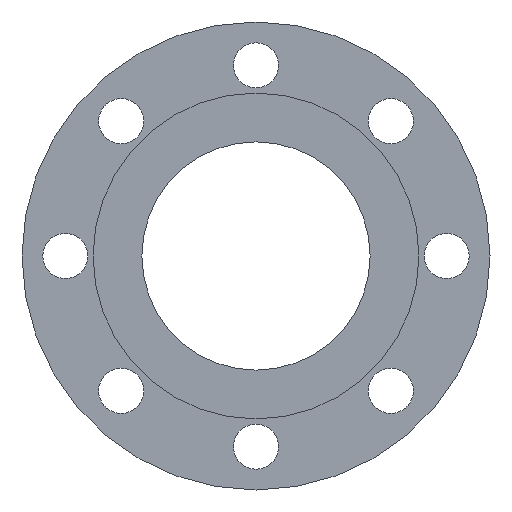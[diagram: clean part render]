
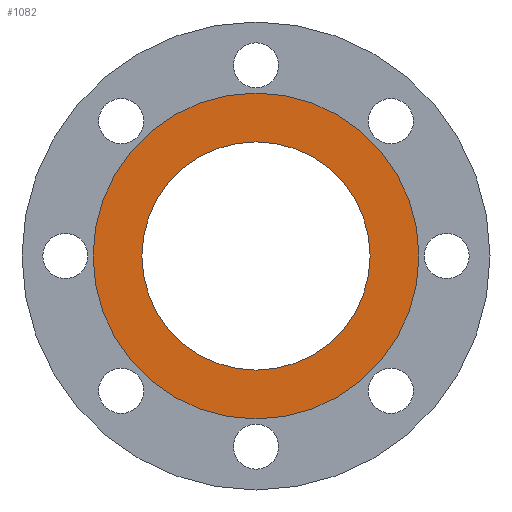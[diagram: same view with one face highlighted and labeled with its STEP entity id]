
A CAD part, front view. The second image highlights one B-rep face of the part: STEP entity #1082.
In plain terms, the highlighted planar face has unit normal (0, -1, 0).
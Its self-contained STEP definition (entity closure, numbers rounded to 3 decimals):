
#34 = DIRECTION ( 'NONE',  ( 0., 0., 1. ) ) ;
#43 = DIRECTION ( 'NONE',  ( 0., 0., -1. ) ) ;
#53 = EDGE_CURVE ( 'NONE', #926, #1086, #89, .T. ) ;
#89 = CIRCLE ( 'NONE', #683, 65.85 ) ;
#112 = DIRECTION ( 'NONE',  ( 0., 1., 0. ) ) ;
#131 = EDGE_CURVE ( 'NONE', #141, #595, #938, .T. ) ;
#141 = VERTEX_POINT ( 'NONE', #385 ) ;
#183 = EDGE_CURVE ( 'NONE', #1086, #926, #256, .T. ) ;
#256 = CIRCLE ( 'NONE', #437, 65.85 ) ;
#257 = AXIS2_PLACEMENT_3D ( 'NONE', #312, #571, #513 ) ;
#288 = DIRECTION ( 'NONE',  ( 0., 1., 0. ) ) ;
#312 = CARTESIAN_POINT ( 'NONE',  ( 0., 0., 0. ) ) ;
#378 = FACE_BOUND ( 'NONE', #605, .T. ) ;
#385 = CARTESIAN_POINT ( 'NONE',  ( 0., 0., -94. ) ) ;
#388 = FACE_OUTER_BOUND ( 'NONE', #693, .T. ) ;
#399 = DIRECTION ( 'NONE',  ( 0., 0., 1. ) ) ;
#437 = AXIS2_PLACEMENT_3D ( 'NONE', #1090, #744, #399 ) ;
#454 = CARTESIAN_POINT ( 'NONE',  ( 0., 0., 0. ) ) ;
#487 = CARTESIAN_POINT ( 'NONE',  ( 0., 0., -65.85 ) ) ;
#513 = DIRECTION ( 'NONE',  ( 0., 0., 1. ) ) ;
#548 = CARTESIAN_POINT ( 'NONE',  ( 0., 0., 0. ) ) ;
#563 = CARTESIAN_POINT ( 'NONE',  ( 0., 0., 65.85 ) ) ;
#566 = EDGE_CURVE ( 'NONE', #595, #141, #738, .T. ) ;
#569 = CARTESIAN_POINT ( 'NONE',  ( 0., 0., 65.85 ) ) ;
#571 = DIRECTION ( 'NONE',  ( 0., 1., 0. ) ) ;
#595 = VERTEX_POINT ( 'NONE', #657 ) ;
#605 = EDGE_LOOP ( 'NONE', ( #1016, #696 ) ) ;
#657 = CARTESIAN_POINT ( 'NONE',  ( 0., 0., 94. ) ) ;
#683 = AXIS2_PLACEMENT_3D ( 'NONE', #548, #112, #1038 ) ;
#693 = EDGE_LOOP ( 'NONE', ( #705, #785 ) ) ;
#696 = ORIENTED_EDGE ( 'NONE', *, *, #53, .T. ) ;
#705 = ORIENTED_EDGE ( 'NONE', *, *, #566, .F. ) ;
#718 = DIRECTION ( 'NONE',  ( 0., -1., 0. ) ) ;
#737 = AXIS2_PLACEMENT_3D ( 'NONE', #454, #288, #34 ) ;
#738 = CIRCLE ( 'NONE', #257, 94. ) ;
#744 = DIRECTION ( 'NONE',  ( 0., 1., 0. ) ) ;
#785 = ORIENTED_EDGE ( 'NONE', *, *, #131, .F. ) ;
#916 = AXIS2_PLACEMENT_3D ( 'NONE', #563, #718, #43 ) ;
#926 = VERTEX_POINT ( 'NONE', #487 ) ;
#938 = CIRCLE ( 'NONE', #737, 94. ) ;
#1016 = ORIENTED_EDGE ( 'NONE', *, *, #183, .T. ) ;
#1038 = DIRECTION ( 'NONE',  ( 0., 0., 1. ) ) ;
#1082 = ADVANCED_FACE ( 'NONE', ( #378, #388 ), #1085, .T. ) ;
#1085 = PLANE ( 'NONE',  #916 ) ;
#1086 = VERTEX_POINT ( 'NONE', #569 ) ;
#1090 = CARTESIAN_POINT ( 'NONE',  ( 0., 0., 0. ) ) ;
